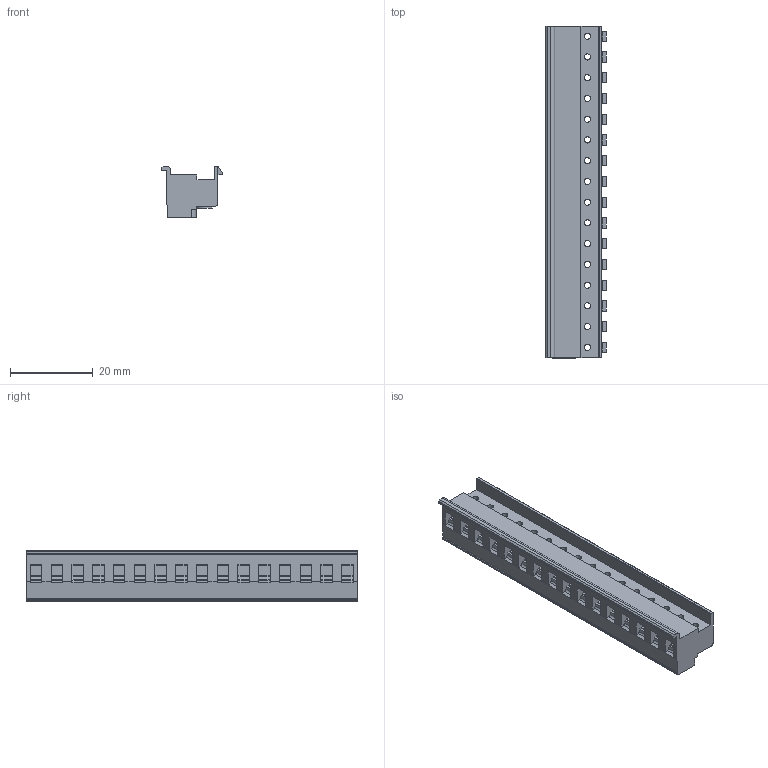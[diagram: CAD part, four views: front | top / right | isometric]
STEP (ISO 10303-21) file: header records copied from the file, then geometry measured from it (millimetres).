
FILE_DESCRIPTION((''),'2;1');
FILE_NAME('TL219-XXP-XC','2024-11-20T15:36:05',('sheji'),(''),'CREO PARAMETRIC BY PTC INC, 2018100','CREO PARAMETRIC BY PTC INC, 2018100','');
FILE_SCHEMA(('CONFIG_CONTROL_DESIGN'));
Length unit declared in the file: millimetre
Products named in the file (1): TL219-XXP-XC
Bounding box: 14.7 x 80 x 12.35 mm (x, y, z)
Volume: 8100.1 mm3; surface area: 6481.8 mm2
Topology: 1 solids, 1 shells, 796 faces, 2334 edges, 1556 vertices
Faces by surface type: plane 581, cylinder 215
Entity records: 26630 total; most frequent: CARTESIAN_POINT 4958, ORIENTED_EDGE 4668, DIRECTION 4372, EDGE_CURVE 2334, VECTOR 1792, LINE 1792, VERTEX_POINT 1556, AXIS2_PLACEMENT_3D 1290
